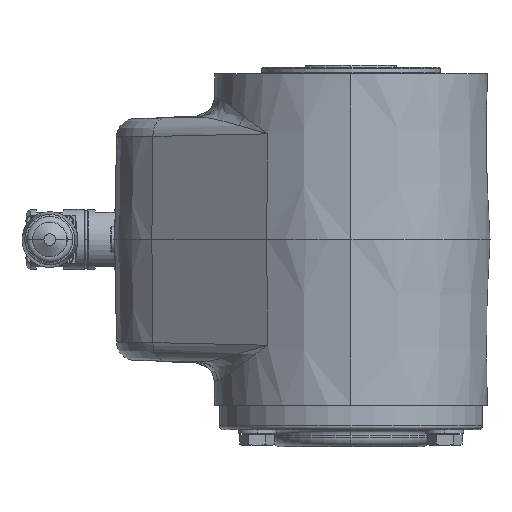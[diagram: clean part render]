
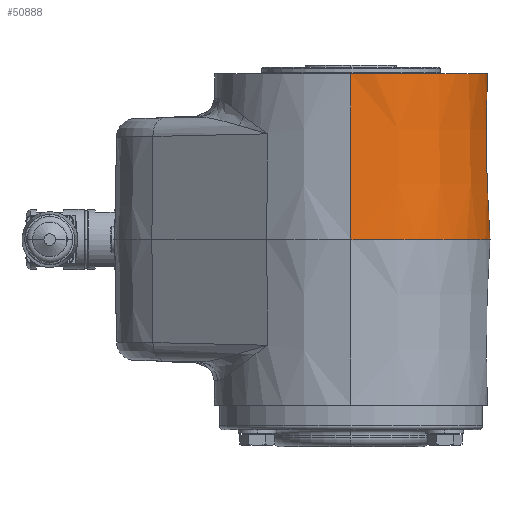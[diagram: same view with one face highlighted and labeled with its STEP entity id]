
A CAD part, left-side view. The second image highlights one B-rep face of the part: STEP entity #50888.
In plain terms, the highlighted conical face has half-angle 1 degrees and reference radius 73.232 mm.
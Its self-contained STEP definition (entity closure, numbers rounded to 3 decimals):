
#17955=CARTESIAN_POINT('',(-149.5,-30.,88.));
#17956=DIRECTION('',(0.,0.,1.));
#17957=DIRECTION('',(-1.,0.,0.));
#17958=AXIS2_PLACEMENT_3D('',#17955,#17956,#17957);
#17960=CARTESIAN_POINT('',(-76.81,-30.,
75.028));
#17961=CARTESIAN_POINT('',(-76.809,-30.729,
75.01));
#17962=CARTESIAN_POINT('',(-76.831,-32.187,
74.975));
#17963=CARTESIAN_POINT('',(-76.928,-34.373,
74.921));
#17964=CARTESIAN_POINT('',(-77.092,-36.554,
74.868));
#17965=CARTESIAN_POINT('',(-77.321,-38.729,
74.815));
#17966=CARTESIAN_POINT('',(-77.615,-40.897,
74.762));
#17967=CARTESIAN_POINT('',(-77.975,-43.054,
74.709));
#17968=CARTESIAN_POINT('',(-78.399,-45.2,
74.657));
#17969=CARTESIAN_POINT('',(-78.887,-47.333,
74.605));
#17970=CARTESIAN_POINT('',(-79.44,-49.449,
74.553));
#17971=CARTESIAN_POINT('',(-80.056,-51.549,
74.502));
#17972=CARTESIAN_POINT('',(-80.735,-53.628,
74.451));
#17973=CARTESIAN_POINT('',(-81.476,-55.686,
74.401));
#17974=CARTESIAN_POINT('',(-82.278,-57.721,
74.351));
#17975=CARTESIAN_POINT('',(-83.142,-59.73,
74.302));
#17976=CARTESIAN_POINT('',(-84.065,-61.713,
74.253));
#17977=CARTESIAN_POINT('',(-85.048,-63.668,
74.206));
#17978=CARTESIAN_POINT('',(-85.742,-64.95,
74.174));
#17979=CARTESIAN_POINT('',(-86.099,-65.586,
74.159));
#17981=CARTESIAN_POINT('',(-95.333,-78.684,
67.023));
#17982=CARTESIAN_POINT('',(-95.195,-78.525,
67.238));
#17983=CARTESIAN_POINT('',(-94.914,-78.198,
67.662));
#17984=CARTESIAN_POINT('',(-94.477,-77.683,
68.275));
#17985=CARTESIAN_POINT('',(-94.024,-77.139,
68.87));
#17986=CARTESIAN_POINT('',(-93.551,-76.562,
69.449));
#17987=CARTESIAN_POINT('',(-93.069,-75.961,
70.));
#17988=CARTESIAN_POINT('',(-92.585,-75.346,
70.516));
#17989=CARTESIAN_POINT('',(-92.097,-74.712,
71.));
#17990=CARTESIAN_POINT('',(-91.601,-74.056,
71.456));
#17991=CARTESIAN_POINT('',(-91.103,-73.381,
71.88));
#17992=CARTESIAN_POINT('',(-90.609,-72.697,
72.267));
#17993=CARTESIAN_POINT('',(-90.122,-72.006,
72.616));
#17994=CARTESIAN_POINT('',(-89.638,-71.304,
72.93));
#17995=CARTESIAN_POINT('',(-89.16,-70.593,
73.209));
#17996=CARTESIAN_POINT('',(-88.69,-69.879,
73.451));
#17997=CARTESIAN_POINT('',(-88.232,-69.164,
73.657));
#17998=CARTESIAN_POINT('',(-87.783,-68.448,
73.827));
#17999=CARTESIAN_POINT('',(-87.345,-67.73,
73.962));
#18000=CARTESIAN_POINT('',(-86.917,-67.013,
74.063));
#18001=CARTESIAN_POINT('',(-86.501,-66.297,
74.13));
#18002=CARTESIAN_POINT('',(-86.231,-65.823,
74.153));
#18003=CARTESIAN_POINT('',(-86.099,-65.586,
74.159));
#18005=CARTESIAN_POINT('',(-97.042,-80.595,
64.114));
#18006=CARTESIAN_POINT('',(-96.839,-80.375,
64.488));
#18007=CARTESIAN_POINT('',(-96.441,-79.939,
65.201));
#18008=CARTESIAN_POINT('',(-95.876,-79.306,
66.16));
#18009=CARTESIAN_POINT('',(-95.511,-78.889,
66.745));
#18010=CARTESIAN_POINT('',(-95.333,-78.684,
67.023));
#18012=DIRECTION('',(0.011,-0.013,-1.));
#18013=VECTOR('',#18012,54.358);
#18014=CARTESIAN_POINT('',(-101.625,-85.177,
54.35));
#18015=LINE('',#18014,#18013);
#18016=DIRECTION('',(0.017,0.,1.));
#18017=VECTOR('',#18016,88.013);
#18018=CARTESIAN_POINT('',(-223.5,-30.,0.));
#18019=LINE('',#18018,#18017);
#18187=DIRECTION('',(-0.017,0.,1.));
#18188=VECTOR('',#18187,12.974);
#18189=CARTESIAN_POINT('',(-76.81,-30.,
75.028));
#18190=LINE('',#18189,#18188);
#18316=CARTESIAN_POINT('',(-149.5,-30.,0.));
#18317=DIRECTION('',(0.,0.,1.));
#18318=DIRECTION('',(-1.,0.,0.));
#18319=AXIS2_PLACEMENT_3D('',#18316,#18317,#18318);
#18906=CARTESIAN_POINT('',(-101.625,-85.177,
54.35));
#18920=CARTESIAN_POINT('',(-101.625,-85.177,
54.35));
#18921=CARTESIAN_POINT('',(-101.283,-84.862,
55.13));
#18922=CARTESIAN_POINT('',(-100.637,-84.256,
56.609));
#18923=CARTESIAN_POINT('',(-99.764,-83.409,
58.571));
#18924=CARTESIAN_POINT('',(-98.977,-82.623,
60.277));
#18925=CARTESIAN_POINT('',(-98.268,-81.896,
61.75));
#18926=CARTESIAN_POINT('',(-97.629,-81.226,
63.015));
#18927=CARTESIAN_POINT('',(-97.232,-80.8,
63.765));
#18928=CARTESIAN_POINT('',(-97.042,-80.595,
64.114));
#21270=CARTESIAN_POINT('',(-223.5,-30.,0.));
#21272=VERTEX_POINT('',#21270);
#21273=CARTESIAN_POINT('',(-101.004,-85.894,
0.));
#21274=VERTEX_POINT('',#21273);
#21281=VERTEX_POINT('',#18906);
#21331=CARTESIAN_POINT('',(-77.036,-30.,88.));
#21332=CARTESIAN_POINT('',(-221.964,-30.,88.));
#21333=VERTEX_POINT('',#21331);
#21334=VERTEX_POINT('',#21332);
#21353=VERTEX_POINT('',#17960);
#21354=VERTEX_POINT('',#17979);
#21357=VERTEX_POINT('',#18005);
#21358=VERTEX_POINT('',#18010);
#50864=CARTESIAN_POINT('',(-149.5,-30.,44.));
#50865=DIRECTION('',(0.,0.,-1.));
#50866=DIRECTION('',(-1.,0.,0.));
#50867=AXIS2_PLACEMENT_3D('',#50864,#50865,#50866);
#50868=CONICAL_SURFACE('',#50867,73.232,1.);
#50870=ORIENTED_EDGE('',*,*,#50869,.T.);
#50872=ORIENTED_EDGE('',*,*,#50871,.F.);
#50873=ORIENTED_EDGE('',*,*,#50848,.T.);
#50875=ORIENTED_EDGE('',*,*,#50874,.F.);
#50877=ORIENTED_EDGE('',*,*,#50876,.F.);
#50879=ORIENTED_EDGE('',*,*,#50878,.F.);
#50881=ORIENTED_EDGE('',*,*,#50880,.T.);
#50883=ORIENTED_EDGE('',*,*,#50882,.F.);
#50885=ORIENTED_EDGE('',*,*,#50884,.T.);
#50886=EDGE_LOOP('',(#50870,#50872,#50873,#50875,#50877,#50879,#50881,#50883,
#50885));
#50887=FACE_OUTER_BOUND('',#50886,.F.);
#17959=CIRCLE('',#17958,72.464);
#17980=B_SPLINE_CURVE_WITH_KNOTS('',3,(#17960,#17961,#17962,#17963,#17964,
#17965,#17966,#17967,#17968,#17969,#17970,#17971,#17972,#17973,#17974,#17975,
#17976,#17977,#17978,#17979),.UNSPECIFIED.,.F.,.F.,(4,1,1,1,1,1,1,1,1,1,1,1,1,1,
1,1,1,4),(0.,0.059,0.118,0.176,
0.235,0.294,0.353,0.412,
0.471,0.529,0.588,0.647,
0.706,0.765,0.824,0.882,
0.941,1.),.UNSPECIFIED.);
#18004=B_SPLINE_CURVE_WITH_KNOTS('',3,(#17981,#17982,#17983,#17984,#17985,
#17986,#17987,#17988,#17989,#17990,#17991,#17992,#17993,#17994,#17995,#17996,
#17997,#17998,#17999,#18000,#18001,#18002,#18003),.UNSPECIFIED.,.F.,.F.,(4,1,1,
1,1,1,1,1,1,1,1,1,1,1,1,1,1,1,1,1,4),(0.,0.05,0.1,0.15,0.2,0.25,
0.3,0.35,0.4,0.45,0.5,0.55,0.6,0.65,0.7,0.75,0.8,0.85,
0.9,0.95,1.),.UNSPECIFIED.);
#18011=B_SPLINE_CURVE_WITH_KNOTS('',3,(#18005,#18006,#18007,#18008,#18009,
#18010),.UNSPECIFIED.,.F.,.F.,(4,1,1,4),(0.,0.333,
0.667,1.),.UNSPECIFIED.);
#18320=CIRCLE('',#18319,74.);
#18929=B_SPLINE_CURVE_WITH_KNOTS('',3,(#18920,#18921,#18922,#18923,#18924,
#18925,#18926,#18927,#18928),.UNSPECIFIED.,.F.,.F.,(4,1,1,1,1,1,4),(0.,
0.167,0.333,0.5,0.667,0.833,
1.),.UNSPECIFIED.);
#50848=EDGE_CURVE('',#21353,#21354,#17980,.T.);
#50869=EDGE_CURVE('',#21334,#21333,#17959,.T.);
#50871=EDGE_CURVE('',#21353,#21333,#18190,.T.);
#50874=EDGE_CURVE('',#21358,#21354,#18004,.T.);
#50876=EDGE_CURVE('',#21357,#21358,#18011,.T.);
#50878=EDGE_CURVE('',#21281,#21357,#18929,.T.);
#50880=EDGE_CURVE('',#21281,#21274,#18015,.T.);
#50882=EDGE_CURVE('',#21272,#21274,#18320,.T.);
#50884=EDGE_CURVE('',#21272,#21334,#18019,.T.);
#50888=ADVANCED_FACE('',(#50887),#50868,.T.);
